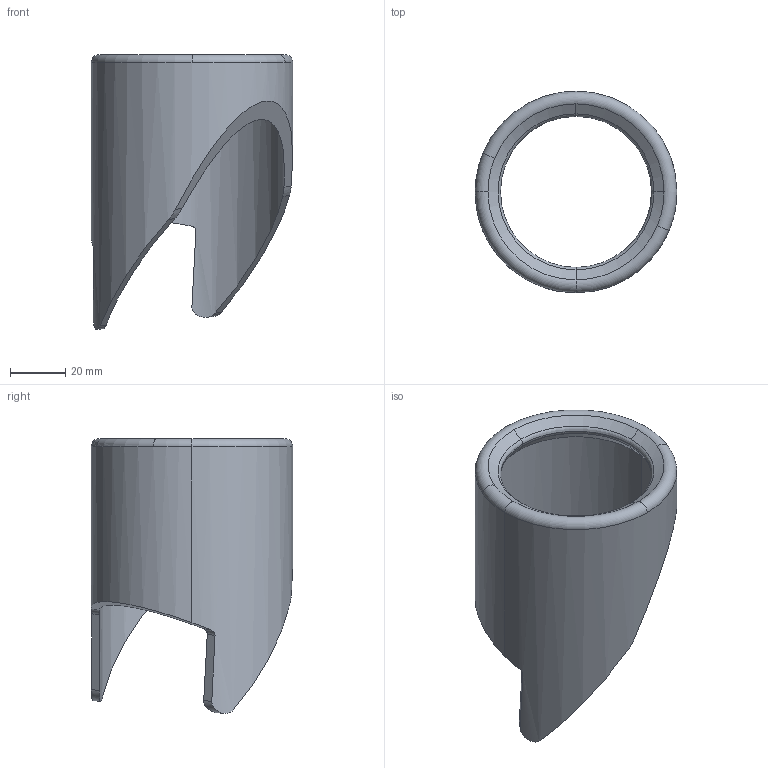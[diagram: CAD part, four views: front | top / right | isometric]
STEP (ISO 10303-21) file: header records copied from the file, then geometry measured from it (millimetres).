
FILE_DESCRIPTION (( 'STEP AP214' ), '1' );
FILE_NAME ('CATIAMODELL2_enlarged inner dia 5mm_andthickness3mm.STEP', '2020-01-07T15:19:09', ( '' ), ( '' ), 'SwSTEP 2.0', 'SolidWorks 2020', '' );
FILE_SCHEMA (( 'AUTOMOTIVE_DESIGN' ));
Length unit declared in the file: millimetre
Products named in the file (1): CATIAMODELL2_enlarged inner dia 5mm_andthickness3mm
Bounding box: 73 x 72.99 x 99.49 mm (x, y, z)
Volume: 44670.9 mm3; surface area: 31744.4 mm2
Topology: 1 solids, 1 shells, 37 faces, 96 edges, 60 vertices
Faces by surface type: cone 12, cylinder 10, torus 8, plane 7
Entity records: 1539 total; most frequent: CARTESIAN_POINT 584, ORIENTED_EDGE 192, DIRECTION 184, EDGE_CURVE 96, AXIS2_PLACEMENT_3D 78, VERTEX_POINT 60, CIRCLE 40, EDGE_LOOP 38
